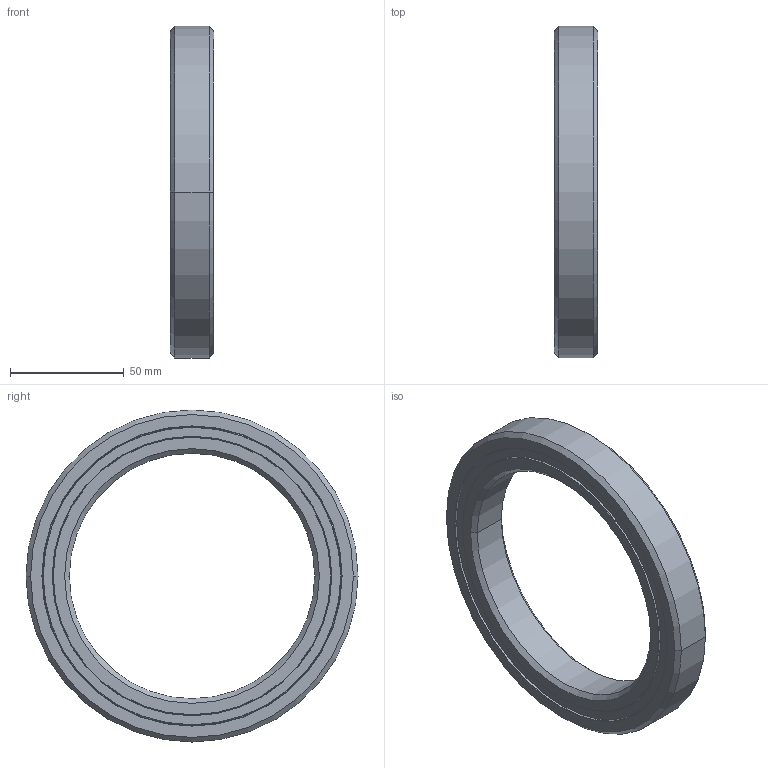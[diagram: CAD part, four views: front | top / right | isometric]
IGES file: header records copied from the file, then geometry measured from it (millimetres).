
Start section: TurboCAD 2018 Professional 25.0, IMSIDesign, LLC
Global section: author: NULL; organization: NULL; date: 20200320.144051; units: inch
Bounding box: 19.05 x 146.05 x 146.05 mm (x, y, z)
Surface area: 59942.3 mm2 (no closed solid volume)
Topology: 0 solids, 0 shells, 201 faces, 1145 edges, 1082 vertices
Faces by surface type: revolution 136, extrusion 65
